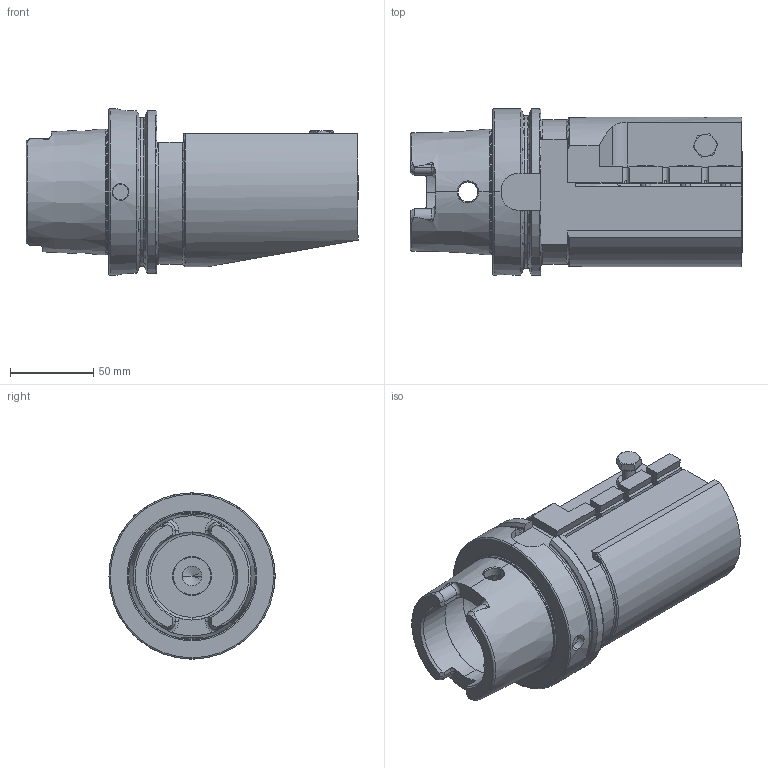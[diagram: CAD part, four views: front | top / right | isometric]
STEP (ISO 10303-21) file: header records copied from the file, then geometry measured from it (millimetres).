
FILE_DESCRIPTION (( 'STEP AP214' ), '1' );
FILE_NAME ('HA0-AM3.K12.150.STEP', '2017-04-20T07:25:45', ( 'SWIAdmin' ), ( 'Hewlett-Packard Company' ), 'SwSTEP 2.0', 'SolidWorks 2015', '' );
FILE_SCHEMA (( 'AUTOMOTIVE_DESIGN' ));
Length unit declared in the file: millimetre
Products named in the file (6): KVT_MB_600_060; ISO 4035 - M8_PreviewCfg; AM3-ER1.001.020_PreviewCfg; ISO 4762 - M6 x 16_PreviewCfg; HA0-AM3.K12.150_A_Fertigbearbeitung; HA0-AM3.K12.150
Assembly tree (7 placements, depth 2):
  HA0-AM3.K12.150
    HA0-AM3.K12.150_A_Fertigbearbeitung
    ISO 4762 - M6 x 16_PreviewCfg  x3
    AM3-ER1.001.020_PreviewCfg
    ISO 4035 - M8_PreviewCfg
    KVT_MB_600_060
Bounding box: 199.9 x 100 x 100 mm (x, y, z)
Volume: 873615 mm3; surface area: 99314.8 mm2
Topology: 8 solids, 8 shells, 414 faces, 1026 edges, 621 vertices
Faces by surface type: plane 142, cone 109, cylinder 108, torus 49, bspline 4, sphere 2
Entity records: 13928 total; most frequent: CARTESIAN_POINT 3936, DIRECTION 1780, ORIENTED_EDGE 1778, EDGE_CURVE 889, AXIS2_PLACEMENT_3D 706, VERTEX_POINT 552, EDGE_LOOP 395, VECTOR 368
